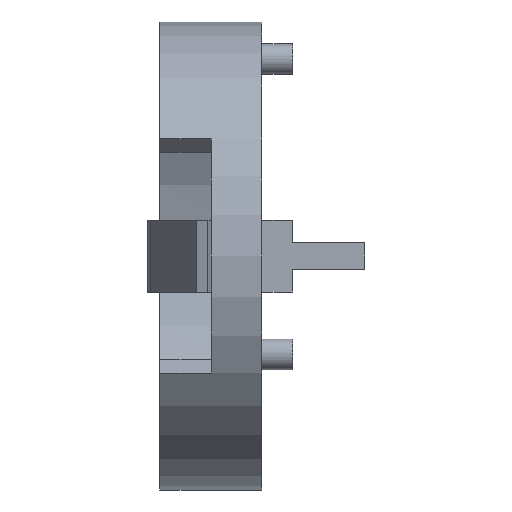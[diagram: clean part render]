
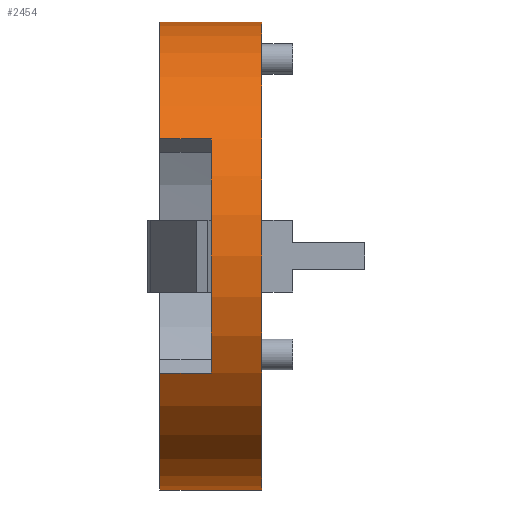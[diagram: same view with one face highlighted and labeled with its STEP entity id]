
A CAD part, left-side view. The second image highlights one B-rep face of the part: STEP entity #2454.
In plain terms, the highlighted cylindrical face has radius 11.375 mm (diameter 22.75 mm), a partial arc.
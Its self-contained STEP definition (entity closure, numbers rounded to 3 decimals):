
#8 = CARTESIAN_POINT ( 'NONE',  ( 0., 0., -11.375 ) ) ;
#15 = CYLINDRICAL_SURFACE ( 'NONE', #1181, 11.375 ) ;
#39 = VECTOR ( 'NONE', #2507, 1000. ) ;
#54 = LINE ( 'NONE', #436, #658 ) ;
#94 = CARTESIAN_POINT ( 'NONE',  ( 0., 4.95, 11.375 ) ) ;
#109 = VERTEX_POINT ( 'NONE', #1355 ) ;
#217 = ORIENTED_EDGE ( 'NONE', *, *, #3148, .F. ) ;
#263 = DIRECTION ( 'NONE',  ( 0., 1., 0. ) ) ;
#273 = DIRECTION ( 'NONE',  ( 0., 0., 1. ) ) ;
#316 = DIRECTION ( 'NONE',  ( 0., 0., 1. ) ) ;
#358 = VERTEX_POINT ( 'NONE', #8 ) ;
#436 = CARTESIAN_POINT ( 'NONE',  ( 0., 4.95, 11.375 ) ) ;
#478 = AXIS2_PLACEMENT_3D ( 'NONE', #3151, #778, #316 ) ;
#516 = EDGE_CURVE ( 'NONE', #1274, #884, #2170, .T. ) ;
#559 = CARTESIAN_POINT ( 'NONE',  ( 0., 0., 0. ) ) ;
#658 = VECTOR ( 'NONE', #2484, 1000. ) ;
#661 = AXIS2_PLACEMENT_3D ( 'NONE', #1143, #1663, #2415 ) ;
#675 = EDGE_CURVE ( 'NONE', #109, #799, #2839, .T. ) ;
#708 = EDGE_LOOP ( 'NONE', ( #2457, #3150, #2985, #217, #2900, #890, #1572, #967 ) ) ;
#710 = CARTESIAN_POINT ( 'NONE',  ( -9.851, 2.45, 5.688 ) ) ;
#711 = LINE ( 'NONE', #1246, #39 ) ;
#753 = EDGE_CURVE ( 'NONE', #1755, #799, #3092, .T. ) ;
#778 = DIRECTION ( 'NONE',  ( 0., 1., 0. ) ) ;
#799 = VERTEX_POINT ( 'NONE', #2593 ) ;
#884 = VERTEX_POINT ( 'NONE', #94 ) ;
#890 = ORIENTED_EDGE ( 'NONE', *, *, #753, .F. ) ;
#967 = ORIENTED_EDGE ( 'NONE', *, *, #1405, .T. ) ;
#1019 = VECTOR ( 'NONE', #2778, 1000. ) ;
#1143 = CARTESIAN_POINT ( 'NONE',  ( 0., 2.45, 0. ) ) ;
#1181 = AXIS2_PLACEMENT_3D ( 'NONE', #2716, #2816, #2505 ) ;
#1246 = CARTESIAN_POINT ( 'NONE',  ( 0., 4.95, -11.375 ) ) ;
#1274 = VERTEX_POINT ( 'NONE', #1835 ) ;
#1301 = CIRCLE ( 'NONE', #661, 11.375 ) ;
#1355 = CARTESIAN_POINT ( 'NONE',  ( -9.851, 2.45, -5.688 ) ) ;
#1405 = EDGE_CURVE ( 'NONE', #358, #3067, #2391, .T. ) ;
#1428 = DIRECTION ( 'NONE',  ( 0., 0., 1. ) ) ;
#1572 = ORIENTED_EDGE ( 'NONE', *, *, #1911, .T. ) ;
#1663 = DIRECTION ( 'NONE',  ( 0., 1., 0. ) ) ;
#1755 = VERTEX_POINT ( 'NONE', #3352 ) ;
#1802 = CARTESIAN_POINT ( 'NONE',  ( -9.851, 2.45, 5.688 ) ) ;
#1835 = CARTESIAN_POINT ( 'NONE',  ( -9.851, 4.95, 5.688 ) ) ;
#1911 = EDGE_CURVE ( 'NONE', #1755, #358, #711, .T. ) ;
#2025 = CARTESIAN_POINT ( 'NONE',  ( 0., 0., 11.375 ) ) ;
#2100 = AXIS2_PLACEMENT_3D ( 'NONE', #559, #2347, #273 ) ;
#2170 = CIRCLE ( 'NONE', #2675, 11.375 ) ;
#2310 = FACE_OUTER_BOUND ( 'NONE', #708, .T. ) ;
#2347 = DIRECTION ( 'NONE',  ( 0., 1., 0. ) ) ;
#2361 = VECTOR ( 'NONE', #263, 1000. ) ;
#2391 = CIRCLE ( 'NONE', #2100, 11.375 ) ;
#2392 = LINE ( 'NONE', #710, #1019 ) ;
#2415 = DIRECTION ( 'NONE',  ( 0., 0., -1. ) ) ;
#2454 = ADVANCED_FACE ( 'NONE', ( #2310 ), #15, .T. ) ;
#2457 = ORIENTED_EDGE ( 'NONE', *, *, #2812, .F. ) ;
#2484 = DIRECTION ( 'NONE',  ( 0., -1., 0. ) ) ;
#2505 = DIRECTION ( 'NONE',  ( 0., 0., -1. ) ) ;
#2507 = DIRECTION ( 'NONE',  ( 0., -1., 0. ) ) ;
#2593 = CARTESIAN_POINT ( 'NONE',  ( -9.851, 4.95, -5.688 ) ) ;
#2675 = AXIS2_PLACEMENT_3D ( 'NONE', #3243, #2698, #1428 ) ;
#2698 = DIRECTION ( 'NONE',  ( 0., 1., 0. ) ) ;
#2716 = CARTESIAN_POINT ( 'NONE',  ( 0., 4.95, 0. ) ) ;
#2778 = DIRECTION ( 'NONE',  ( 0., 1., 0. ) ) ;
#2791 = CARTESIAN_POINT ( 'NONE',  ( -9.851, 2.45, -5.688 ) ) ;
#2812 = EDGE_CURVE ( 'NONE', #884, #3067, #54, .T. ) ;
#2816 = DIRECTION ( 'NONE',  ( 0., -1., 0. ) ) ;
#2839 = LINE ( 'NONE', #2791, #2361 ) ;
#2894 = VERTEX_POINT ( 'NONE', #1802 ) ;
#2900 = ORIENTED_EDGE ( 'NONE', *, *, #675, .T. ) ;
#2969 = EDGE_CURVE ( 'NONE', #2894, #1274, #2392, .T. ) ;
#2985 = ORIENTED_EDGE ( 'NONE', *, *, #2969, .F. ) ;
#3067 = VERTEX_POINT ( 'NONE', #2025 ) ;
#3092 = CIRCLE ( 'NONE', #478, 11.375 ) ;
#3148 = EDGE_CURVE ( 'NONE', #109, #2894, #1301, .T. ) ;
#3150 = ORIENTED_EDGE ( 'NONE', *, *, #516, .F. ) ;
#3151 = CARTESIAN_POINT ( 'NONE',  ( 0., 4.95, 0. ) ) ;
#3243 = CARTESIAN_POINT ( 'NONE',  ( 0., 4.95, 0. ) ) ;
#3352 = CARTESIAN_POINT ( 'NONE',  ( 0., 4.95, -11.375 ) ) ;
